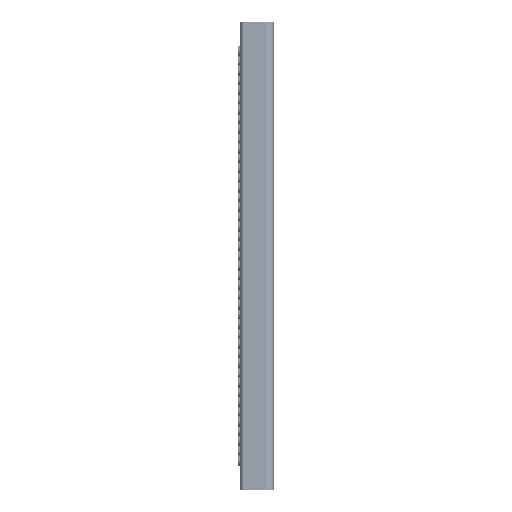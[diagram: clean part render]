
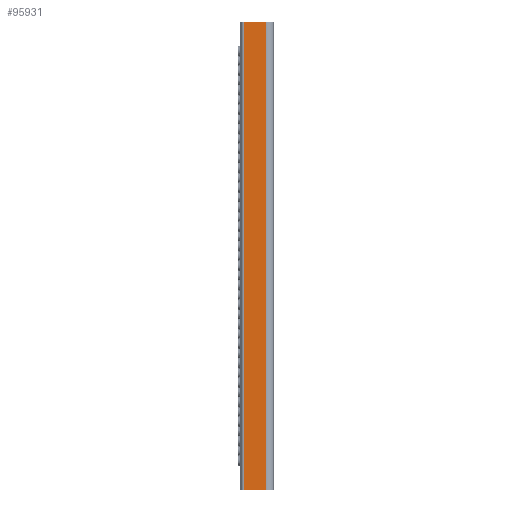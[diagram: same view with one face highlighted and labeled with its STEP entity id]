
A CAD part, left-side view. The second image highlights one B-rep face of the part: STEP entity #95931.
In plain terms, the highlighted planar face has unit normal (-1, 0, 0).
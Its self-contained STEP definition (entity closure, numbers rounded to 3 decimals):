
#5864 = CARTESIAN_POINT ( 'NONE',  ( -100., -32.5, 600. ) ) ;
#6228 = VERTEX_POINT ( 'NONE', #281366 ) ;
#13919 = CARTESIAN_POINT ( 'NONE',  ( -100., -32.5, 600. ) ) ;
#23349 = CARTESIAN_POINT ( 'NONE',  ( -100., -32.5, 600. ) ) ;
#29066 = EDGE_CURVE ( 'NONE', #6228, #206069, #149224, .T. ) ;
#35365 = DIRECTION ( 'NONE',  ( 0., 0., -1. ) ) ;
#39144 = LINE ( 'NONE', #190715, #89608 ) ;
#65768 = CARTESIAN_POINT ( 'NONE',  ( -100., -4., 600. ) ) ;
#68450 = AXIS2_PLACEMENT_3D ( 'NONE', #5864, #267576, #71650 ) ;
#68584 = DIRECTION ( 'NONE',  ( 0., 0., -1. ) ) ;
#69385 = VERTEX_POINT ( 'NONE', #274058 ) ;
#71650 = DIRECTION ( 'NONE',  ( 0., 1., 0. ) ) ;
#77808 = DIRECTION ( 'NONE',  ( 0., -1., 0. ) ) ;
#79971 = EDGE_CURVE ( 'NONE', #6228, #69385, #197314, .T. ) ;
#89608 = VECTOR ( 'NONE', #77808, 1000. ) ;
#95931 = ADVANCED_FACE ( 'NONE', ( #114545 ), #201799, .F. ) ;
#114545 = FACE_OUTER_BOUND ( 'NONE', #193489, .T. ) ;
#118796 = ORIENTED_EDGE ( 'NONE', *, *, #79971, .T. ) ;
#118855 = ORIENTED_EDGE ( 'NONE', *, *, #237566, .T. ) ;
#130623 = DIRECTION ( 'NONE',  ( 0., -1., 0. ) ) ;
#143156 = ORIENTED_EDGE ( 'NONE', *, *, #205993, .F. ) ;
#144040 = CARTESIAN_POINT ( 'NONE',  ( -100., -32.5, 0. ) ) ;
#146784 = VECTOR ( 'NONE', #68584, 1000. ) ;
#149224 = LINE ( 'NONE', #23349, #186138 ) ;
#162278 = ORIENTED_EDGE ( 'NONE', *, *, #29066, .F. ) ;
#165501 = LINE ( 'NONE', #13919, #211565 ) ;
#186138 = VECTOR ( 'NONE', #130623, 1000. ) ;
#190715 = CARTESIAN_POINT ( 'NONE',  ( -100., -32.5, 0. ) ) ;
#193489 = EDGE_LOOP ( 'NONE', ( #118855, #143156, #162278, #118796 ) ) ;
#197314 = LINE ( 'NONE', #65768, #146784 ) ;
#201799 = PLANE ( 'NONE',  #68450 ) ;
#205993 = EDGE_CURVE ( 'NONE', #206069, #209593, #165501, .T. ) ;
#206069 = VERTEX_POINT ( 'NONE', #269990 ) ;
#209593 = VERTEX_POINT ( 'NONE', #144040 ) ;
#211565 = VECTOR ( 'NONE', #35365, 1000. ) ;
#237566 = EDGE_CURVE ( 'NONE', #69385, #209593, #39144, .T. ) ;
#267576 = DIRECTION ( 'NONE',  ( 1., 0., 0. ) ) ;
#269990 = CARTESIAN_POINT ( 'NONE',  ( -100., -32.5, 600. ) ) ;
#274058 = CARTESIAN_POINT ( 'NONE',  ( -100., -4., 0. ) ) ;
#281366 = CARTESIAN_POINT ( 'NONE',  ( -100., -4., 600. ) ) ;
